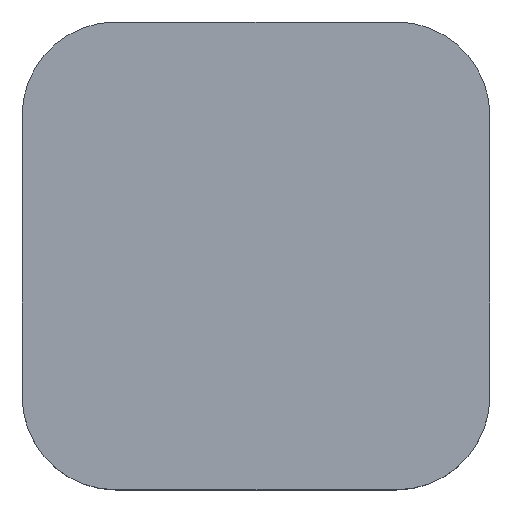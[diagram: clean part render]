
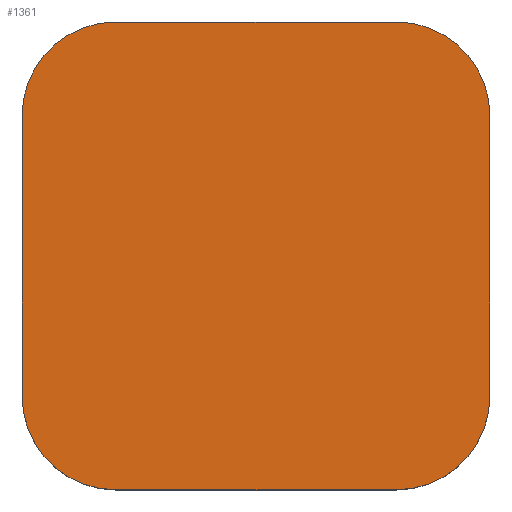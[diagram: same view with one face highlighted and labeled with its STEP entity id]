
A CAD part, top view. The second image highlights one B-rep face of the part: STEP entity #1361.
In plain terms, the highlighted planar face has unit normal (0, 0, 1).
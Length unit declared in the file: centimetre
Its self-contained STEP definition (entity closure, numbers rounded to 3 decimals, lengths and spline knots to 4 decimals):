
#33=PLANE($,#1456);
#92=FACE_OUTER_BOUND($,#171,.T.);
#171=EDGE_LOOP($,(#943,#944,#945,#946,#947,#948,#949,#950));
#257=LINE($,#1992,#417);
#260=LINE($,#1998,#420);
#261=LINE($,#2002,#421);
#262=LINE($,#2006,#422);
#417=VECTOR($,#1586,0.9);
#420=VECTOR($,#1591,0.9);
#421=VECTOR($,#1594,0.9);
#422=VECTOR($,#1597,0.9);
#576=CIRCLE($,#1454,0.3);
#577=CIRCLE($,#1457,0.3);
#578=CIRCLE($,#1458,0.3);
#579=CIRCLE($,#1459,0.3);
#609=VERTEX_POINT($,#1985);
#610=VERTEX_POINT($,#1987);
#611=VERTEX_POINT($,#1991);
#613=VERTEX_POINT($,#1997);
#614=VERTEX_POINT($,#1999);
#615=VERTEX_POINT($,#2001);
#616=VERTEX_POINT($,#2003);
#617=VERTEX_POINT($,#2005);
#737=EDGE_CURVE($,#609,#610,#576,.T.);
#739=EDGE_CURVE($,#611,#610,#257,.T.);
#742=EDGE_CURVE($,#609,#613,#260,.T.);
#743=EDGE_CURVE($,#614,#613,#577,.T.);
#744=EDGE_CURVE($,#614,#615,#261,.T.);
#745=EDGE_CURVE($,#616,#615,#578,.T.);
#746=EDGE_CURVE($,#616,#617,#262,.T.);
#747=EDGE_CURVE($,#611,#617,#579,.T.);
#943=ORIENTED_EDGE($,*,*,#737,.F.);
#944=ORIENTED_EDGE($,*,*,#742,.T.);
#945=ORIENTED_EDGE($,*,*,#743,.F.);
#946=ORIENTED_EDGE($,*,*,#744,.T.);
#947=ORIENTED_EDGE($,*,*,#745,.F.);
#948=ORIENTED_EDGE($,*,*,#746,.T.);
#949=ORIENTED_EDGE($,*,*,#747,.F.);
#950=ORIENTED_EDGE($,*,*,#739,.T.);
#1361=ADVANCED_FACE($,(#92),#33,.T.);
#1454=AXIS2_PLACEMENT_3D($,#1988,#1581,#1582);
#1456=AXIS2_PLACEMENT_3D($,#1996,#1589,#1590);
#1457=AXIS2_PLACEMENT_3D($,#2000,#1592,#1593);
#1458=AXIS2_PLACEMENT_3D($,#2004,#1595,#1596);
#1459=AXIS2_PLACEMENT_3D($,#2007,#1598,#1599);
#1581=DIRECTION('center_axis',(0.,0.,-1.));
#1582=DIRECTION('ref_axis',(0.707,-0.707,0.));
#1586=DIRECTION($,(1.,0.,0.));
#1589=DIRECTION('center_axis',(0.,0.,1.));
#1590=DIRECTION('ref_axis',(1.,0.,0.));
#1591=DIRECTION($,(0.,1.,0.));
#1592=DIRECTION('center_axis',(0.,0.,-1.));
#1593=DIRECTION('ref_axis',(0.707,0.707,0.));
#1594=DIRECTION($,(-1.,0.,0.));
#1595=DIRECTION('center_axis',(0.,0.,-1.));
#1596=DIRECTION('ref_axis',(-0.707,0.707,0.));
#1597=DIRECTION($,(0.,-1.,0.));
#1598=DIRECTION('center_axis',(0.,0.,-1.));
#1599=DIRECTION('ref_axis',(-0.707,-0.707,0.));
#1985=CARTESIAN_POINT('',(0.75,-0.45,0.85));
#1987=CARTESIAN_POINT('',(0.45,-0.75,0.85));
#1988=CARTESIAN_POINT('Origin',(0.45,-0.45,0.85));
#1991=CARTESIAN_POINT('',(-0.45,-0.75,0.85));
#1992=CARTESIAN_POINT($,(0.,-0.75,0.85));
#1996=CARTESIAN_POINT('Origin',(0.,0.,
0.85));
#1997=CARTESIAN_POINT('',(0.75,0.45,0.85));
#1998=CARTESIAN_POINT($,(0.75,0.,0.85));
#1999=CARTESIAN_POINT('',(0.45,0.75,0.85));
#2000=CARTESIAN_POINT('Origin',(0.45,0.45,0.85));
#2001=CARTESIAN_POINT('',(-0.45,0.75,0.85));
#2002=CARTESIAN_POINT($,(0.,0.75,0.85));
#2003=CARTESIAN_POINT('',(-0.75,0.45,0.85));
#2004=CARTESIAN_POINT('Origin',(-0.45,0.45,0.85));
#2005=CARTESIAN_POINT('',(-0.75,-0.45,0.85));
#2006=CARTESIAN_POINT($,(-0.75,0.,0.85));
#2007=CARTESIAN_POINT('Origin',(-0.45,-0.45,0.85));
